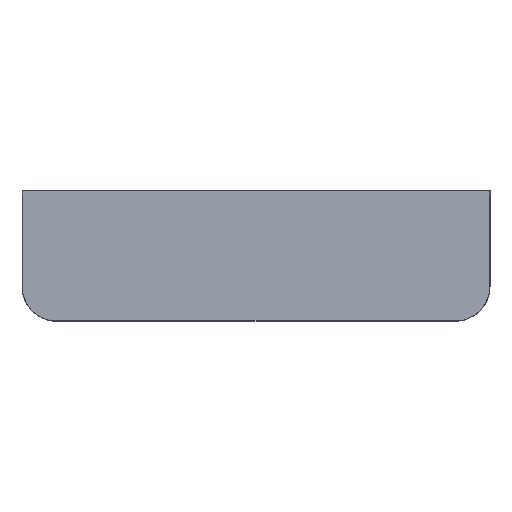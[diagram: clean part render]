
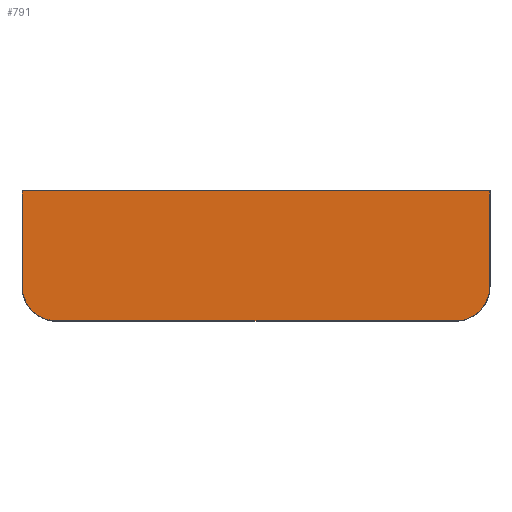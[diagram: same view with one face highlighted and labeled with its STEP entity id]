
A CAD part, top view. The second image highlights one B-rep face of the part: STEP entity #791.
In plain terms, the highlighted face is planar.
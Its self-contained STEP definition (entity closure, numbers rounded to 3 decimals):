
#791=ADVANCED_FACE('',(#1315),#8992,.T.);
#1315=FACE_OUTER_BOUND('',#1840,.T.);
#1840=EDGE_LOOP('',(#4755,#4756,#4757,#4758,#4759,#4760));
#4755=ORIENTED_EDGE('',*,*,#6323,.F.);
#4756=ORIENTED_EDGE('',*,*,#6305,.F.);
#4757=ORIENTED_EDGE('',*,*,#6306,.F.);
#4758=ORIENTED_EDGE('',*,*,#6307,.F.);
#4759=ORIENTED_EDGE('',*,*,#6327,.F.);
#4760=ORIENTED_EDGE('',*,*,#6304,.F.);
#6304=EDGE_CURVE('',#8813,#8814,#7821,.T.);
#6305=EDGE_CURVE('',#8816,#8815,#7822,.T.);
#6306=EDGE_CURVE('',#8817,#8816,#7823,.T.);
#6307=EDGE_CURVE('',#8818,#8817,#7824,.T.);
#6323=EDGE_CURVE('',#8815,#8813,#7015,.T.);
#6327=EDGE_CURVE('',#8814,#8818,#7019,.T.);
#7015=(
BOUNDED_CURVE()
B_SPLINE_CURVE(2,(#16742,#16743,#16744),.UNSPECIFIED.,.F.,.F.)
B_SPLINE_CURVE_WITH_KNOTS((3,3),(0.,207.345),.UNSPECIFIED.)
CURVE()
GEOMETRIC_REPRESENTATION_ITEM()
RATIONAL_B_SPLINE_CURVE((1.,0.707,1.))
REPRESENTATION_ITEM('')
);
#7019=(
BOUNDED_CURVE()
B_SPLINE_CURVE(2,(#16754,#16755,#16756),.UNSPECIFIED.,.F.,.F.)
B_SPLINE_CURVE_WITH_KNOTS((3,3),(0.,207.345),.UNSPECIFIED.)
CURVE()
GEOMETRIC_REPRESENTATION_ITEM()
RATIONAL_B_SPLINE_CURVE((1.,0.707,1.))
REPRESENTATION_ITEM('')
);
#7821=B_SPLINE_CURVE_WITH_KNOTS('',1,(#16699,#16700),.UNSPECIFIED.,.F.,
 .F.,(2,2),(-1527.,0.),.UNSPECIFIED.);
#7822=B_SPLINE_CURVE_WITH_KNOTS('',1,(#16701,#16702),.UNSPECIFIED.,.F.,
 .F.,(2,2),(-366.,0.),.UNSPECIFIED.);
#7823=B_SPLINE_CURVE_WITH_KNOTS('',1,(#16703,#16704),.UNSPECIFIED.,.F.,
 .F.,(2,2),(-1791.,0.),.UNSPECIFIED.);
#7824=B_SPLINE_CURVE_WITH_KNOTS('',1,(#16705,#16706),.UNSPECIFIED.,.F.,
 .F.,(2,2),(-366.,0.),.UNSPECIFIED.);
#8813=VERTEX_POINT('',#16629);
#8814=VERTEX_POINT('',#16630);
#8815=VERTEX_POINT('',#16631);
#8816=VERTEX_POINT('',#16632);
#8817=VERTEX_POINT('',#16633);
#8818=VERTEX_POINT('',#16634);
#8992=PLANE('',#10132);
#10132=AXIS2_PLACEMENT_3D('',#16172,#10709,$);
#10709=DIRECTION('',(0.,1.,0.));
#16172=CARTESIAN_POINT('',(-1074.6,90.,298.8));
#16629=CARTESIAN_POINT('',(763.5,90.,249.));
#16630=CARTESIAN_POINT('',(-763.5,90.,249.));
#16631=CARTESIAN_POINT('',(895.5,90.,117.));
#16632=CARTESIAN_POINT('',(895.5,90.,-249.));
#16633=CARTESIAN_POINT('',(-895.5,90.,-249.));
#16634=CARTESIAN_POINT('',(-895.5,90.,117.));
#16699=CARTESIAN_POINT('',(763.5,90.,249.));
#16700=CARTESIAN_POINT('',(-763.5,90.,249.));
#16701=CARTESIAN_POINT('',(895.5,90.,-249.));
#16702=CARTESIAN_POINT('',(895.5,90.,117.));
#16703=CARTESIAN_POINT('',(-895.5,90.,-249.));
#16704=CARTESIAN_POINT('',(895.5,90.,-249.));
#16705=CARTESIAN_POINT('',(-895.5,90.,117.));
#16706=CARTESIAN_POINT('',(-895.5,90.,-249.));
#16742=CARTESIAN_POINT('',(895.5,90.,117.));
#16743=CARTESIAN_POINT('',(895.5,90.,249.));
#16744=CARTESIAN_POINT('',(763.5,90.,249.));
#16754=CARTESIAN_POINT('',(-763.5,90.,249.));
#16755=CARTESIAN_POINT('',(-895.5,90.,249.));
#16756=CARTESIAN_POINT('',(-895.5,90.,117.));
